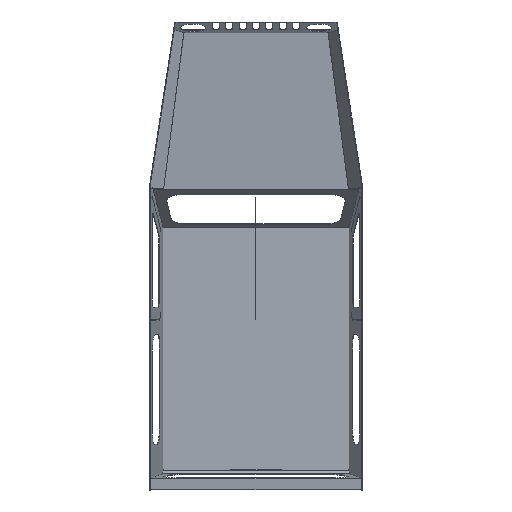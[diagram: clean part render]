
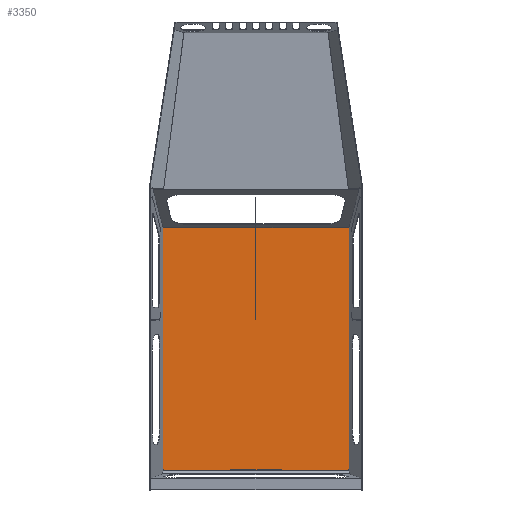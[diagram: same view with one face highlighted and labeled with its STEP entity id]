
A CAD part, front view. The second image highlights one B-rep face of the part: STEP entity #3350.
In plain terms, the highlighted free-form (B-spline) face has degree [1, 1] with [2, 2] control points.
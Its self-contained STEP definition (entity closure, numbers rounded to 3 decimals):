
#3014 = VERTEX_POINT('',#3015);
#3015 = CARTESIAN_POINT('',(-321.115,853.447,
    435.829));
#3020 = EDGE_CURVE('',#3014,#3021,#3023,.T.);
#3021 = VERTEX_POINT('',#3022);
#3022 = CARTESIAN_POINT('',(-328.574,853.447,
    443.288));
#3023 = ( BOUNDED_CURVE() B_SPLINE_CURVE(2,(#3024,#3025,#3026),
.UNSPECIFIED.,.F.,.F.) B_SPLINE_CURVE_WITH_KNOTS((3,3),(3.142,
4.712),.PIECEWISE_BEZIER_KNOTS.) CURVE() 
GEOMETRIC_REPRESENTATION_ITEM() RATIONAL_B_SPLINE_CURVE((1.,
0.707,1.)) REPRESENTATION_ITEM('') );
#3024 = CARTESIAN_POINT('',(-321.115,853.447,
    435.829));
#3025 = CARTESIAN_POINT('',(-328.574,853.447,
    435.829));
#3026 = CARTESIAN_POINT('',(-328.574,853.447,
    443.288));
#3054 = VERTEX_POINT('',#3055);
#3055 = CARTESIAN_POINT('',(321.115,853.447,
    435.829));
#3060 = EDGE_CURVE('',#3054,#3061,#3063,.T.);
#3061 = VERTEX_POINT('',#3062);
#3062 = CARTESIAN_POINT('',(321.109,853.447,
    435.829));
#3063 = ( BOUNDED_CURVE() B_SPLINE_CURVE(2,(#3064,#3065,#3066),
.UNSPECIFIED.,.F.,.F.) B_SPLINE_CURVE_WITH_KNOTS((3,3),(0.,
0.001),.PIECEWISE_BEZIER_KNOTS.) CURVE() 
GEOMETRIC_REPRESENTATION_ITEM() RATIONAL_B_SPLINE_CURVE((1.,
1.,1.)) REPRESENTATION_ITEM('') );
#3064 = CARTESIAN_POINT('',(321.115,853.447,
    435.829));
#3065 = CARTESIAN_POINT('',(321.112,853.447,
    435.829));
#3066 = CARTESIAN_POINT('',(321.109,853.447,
    435.829));
#3083 = EDGE_CURVE('',#3084,#3086,#3088,.T.);
#3084 = VERTEX_POINT('',#3085);
#3085 = CARTESIAN_POINT('',(321.115,853.447,
    1292.901));
#3086 = VERTEX_POINT('',#3087);
#3087 = CARTESIAN_POINT('',(328.574,853.447,
    1285.442));
#3088 = ( BOUNDED_CURVE() B_SPLINE_CURVE(2,(#3089,#3090,#3091),
.UNSPECIFIED.,.F.,.F.) B_SPLINE_CURVE_WITH_KNOTS((3,3),(0.,
1.571),.PIECEWISE_BEZIER_KNOTS.) CURVE() 
GEOMETRIC_REPRESENTATION_ITEM() RATIONAL_B_SPLINE_CURVE((1.,
0.707,1.)) REPRESENTATION_ITEM('') );
#3089 = CARTESIAN_POINT('',(321.115,853.447,
    1292.901));
#3090 = CARTESIAN_POINT('',(328.574,853.447,
    1292.901));
#3091 = CARTESIAN_POINT('',(328.574,853.447,
    1285.442));
#3123 = EDGE_CURVE('',#3086,#3124,#3126,.T.);
#3124 = VERTEX_POINT('',#3125);
#3125 = CARTESIAN_POINT('',(328.574,853.447,
    443.288));
#3126 = B_SPLINE_CURVE_WITH_KNOTS('',1,(#3127,#3128),.UNSPECIFIED.,.F.,
  .F.,(2,2),(-564.528,-0.),.PIECEWISE_BEZIER_KNOTS.);
#3127 = CARTESIAN_POINT('',(328.574,853.447,
    1285.442));
#3128 = CARTESIAN_POINT('',(328.574,853.447,
    443.288));
#3159 = EDGE_CURVE('',#3124,#3054,#3160,.T.);
#3160 = ( BOUNDED_CURVE() B_SPLINE_CURVE(2,(#3161,#3162,#3163),
.UNSPECIFIED.,.F.,.F.) B_SPLINE_CURVE_WITH_KNOTS((3,3),(4.712,
6.283),.PIECEWISE_BEZIER_KNOTS.) CURVE() 
GEOMETRIC_REPRESENTATION_ITEM() RATIONAL_B_SPLINE_CURVE((1.,
0.707,1.)) REPRESENTATION_ITEM('') );
#3161 = CARTESIAN_POINT('',(328.574,853.447,
    443.288));
#3162 = CARTESIAN_POINT('',(328.574,853.447,
    435.829));
#3163 = CARTESIAN_POINT('',(321.115,853.447,
    435.829));
#3175 = EDGE_CURVE('',#3061,#3176,#3178,.T.);
#3176 = VERTEX_POINT('',#3177);
#3177 = CARTESIAN_POINT('',(0.,853.447,436.095));
#3178 = B_SPLINE_CURVE_WITH_KNOTS('',1,(#3179,#3180),.UNSPECIFIED.,.F.,
  .F.,(2,2),(-215.252,0.),.PIECEWISE_BEZIER_KNOTS.);
#3179 = CARTESIAN_POINT('',(321.109,853.447,
    435.829));
#3180 = CARTESIAN_POINT('',(0.,853.447,436.095));
#3203 = EDGE_CURVE('',#3176,#3204,#3206,.T.);
#3204 = VERTEX_POINT('',#3205);
#3205 = CARTESIAN_POINT('',(-321.109,853.447,
    435.829));
#3206 = B_SPLINE_CURVE_WITH_KNOTS('',1,(#3207,#3208),.UNSPECIFIED.,.F.,
  .F.,(2,2),(0.,215.252),.PIECEWISE_BEZIER_KNOTS.);
#3207 = CARTESIAN_POINT('',(0.,853.447,436.095));
#3208 = CARTESIAN_POINT('',(-321.109,853.447,
    435.829));
#3239 = EDGE_CURVE('',#3204,#3014,#3240,.T.);
#3240 = ( BOUNDED_CURVE() B_SPLINE_CURVE(2,(#3241,#3242,#3243),
.UNSPECIFIED.,.F.,.F.) B_SPLINE_CURVE_WITH_KNOTS((3,3),(3.141,
3.142),.PIECEWISE_BEZIER_KNOTS.) CURVE() 
GEOMETRIC_REPRESENTATION_ITEM() RATIONAL_B_SPLINE_CURVE((1.,
1.,1.)) REPRESENTATION_ITEM('') );
#3241 = CARTESIAN_POINT('',(-321.109,853.447,
    435.829));
#3242 = CARTESIAN_POINT('',(-321.112,853.447,
    435.829));
#3243 = CARTESIAN_POINT('',(-321.115,853.447,
    435.829));
#3255 = EDGE_CURVE('',#3021,#3256,#3258,.T.);
#3256 = VERTEX_POINT('',#3257);
#3257 = CARTESIAN_POINT('',(-328.574,853.447,
    1285.442));
#3258 = B_SPLINE_CURVE_WITH_KNOTS('',1,(#3259,#3260),.UNSPECIFIED.,.F.,
  .F.,(2,2),(0.,564.528),.PIECEWISE_BEZIER_KNOTS.);
#3259 = CARTESIAN_POINT('',(-328.574,853.447,
    443.288));
#3260 = CARTESIAN_POINT('',(-328.574,853.447,
    1285.442));
#3283 = EDGE_CURVE('',#3256,#3284,#3286,.T.);
#3284 = VERTEX_POINT('',#3285);
#3285 = CARTESIAN_POINT('',(-321.115,853.447,
    1292.901));
#3286 = ( BOUNDED_CURVE() B_SPLINE_CURVE(2,(#3287,#3288,#3289),
.UNSPECIFIED.,.F.,.F.) B_SPLINE_CURVE_WITH_KNOTS((3,3),(1.571,
3.142),.PIECEWISE_BEZIER_KNOTS.) CURVE() 
GEOMETRIC_REPRESENTATION_ITEM() RATIONAL_B_SPLINE_CURVE((1.,
0.707,1.)) REPRESENTATION_ITEM('') );
#3287 = CARTESIAN_POINT('',(-328.574,853.447,
    1285.442));
#3288 = CARTESIAN_POINT('',(-328.574,853.447,
    1292.901));
#3289 = CARTESIAN_POINT('',(-321.115,853.447,
    1292.901));
#3315 = EDGE_CURVE('',#3284,#3084,#3316,.T.);
#3316 = B_SPLINE_CURVE_WITH_KNOTS('',1,(#3317,#3318),.UNSPECIFIED.,.F.,
  .F.,(2,2),(-430.511,0.),.PIECEWISE_BEZIER_KNOTS.);
#3317 = CARTESIAN_POINT('',(-321.115,853.447,
    1292.901));
#3318 = CARTESIAN_POINT('',(321.115,853.447,
    1292.901));
#3350 = ADVANCED_FACE('',(#3351),#3364,.F.);
#3351 = FACE_BOUND('',#3352,.T.);
#3352 = EDGE_LOOP('',(#3353,#3354,#3355,#3356,#3357,#3358,#3359,#3360,
    #3361,#3362,#3363));
#3353 = ORIENTED_EDGE('',*,*,#3083,.F.);
#3354 = ORIENTED_EDGE('',*,*,#3315,.F.);
#3355 = ORIENTED_EDGE('',*,*,#3283,.F.);
#3356 = ORIENTED_EDGE('',*,*,#3255,.F.);
#3357 = ORIENTED_EDGE('',*,*,#3020,.F.);
#3358 = ORIENTED_EDGE('',*,*,#3239,.F.);
#3359 = ORIENTED_EDGE('',*,*,#3203,.F.);
#3360 = ORIENTED_EDGE('',*,*,#3175,.F.);
#3361 = ORIENTED_EDGE('',*,*,#3060,.F.);
#3362 = ORIENTED_EDGE('',*,*,#3159,.F.);
#3363 = ORIENTED_EDGE('',*,*,#3123,.F.);
#3364 = B_SPLINE_SURFACE_WITH_KNOTS('',1,1,(
    (#3365,#3366)
    ,(#3367,#3368
    )),.UNSPECIFIED.,.F.,.F.,.F.,(2,2),(2,2),(-569.528,5.),(
    -435.511,5.),.PIECEWISE_BEZIER_KNOTS.);
#3365 = CARTESIAN_POINT('',(-328.574,853.447,
    435.829));
#3366 = CARTESIAN_POINT('',(328.574,853.447,
    435.829));
#3367 = CARTESIAN_POINT('',(-328.574,853.447,
    1292.901));
#3368 = CARTESIAN_POINT('',(328.574,853.447,
    1292.901));
